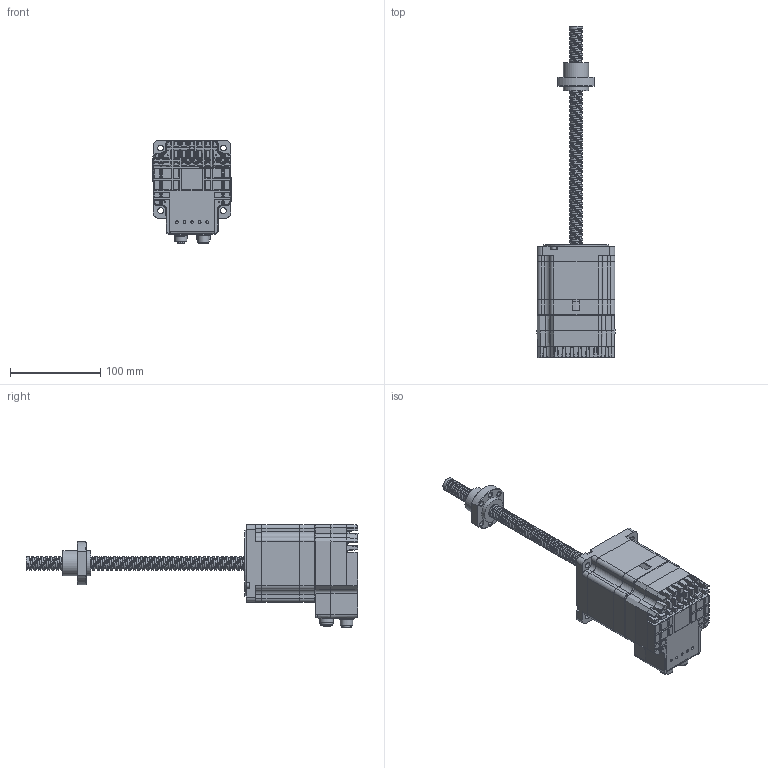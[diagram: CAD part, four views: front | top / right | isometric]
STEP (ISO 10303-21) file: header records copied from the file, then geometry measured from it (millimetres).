
FILE_DESCRIPTION(/* description */ ('Unknown'),/* implementation_level */ '2;1');
FILE_NAME(/* name */ 'MIL341B ny møtrik',/* time_stamp */ '2021-03-12T15:26:21+01:00',/* author */ ('Unknown'),/* organization */ ('Unknown'),/* preprocessor_version */ 'ST-DEVELOPER v16.7',/* originating_system */ 'Solid Edge',/* authorisation */ 'Unknown');
FILE_SCHEMA (('AUTOMOTIVE_DESIGN {1 0 10303 214 3 1 1}'));
Products named in the file (12): MIL341B ny møtrik; MIShus ethernet; 34E2080BS54-600-001 REV10; 34 stator; lam; 34 front endbell; 34 screw-80; 05-0158_1; 05-0158; 23 ball screw external nut; 34E2080BS54-600-001后; 04-180
Assembly tree (14 placements, depth 4):
  MIL341B ny møtrik
    MIShus ethernet
    34E2080BS54-600-001 REV10
      34 stator
        lam
      34 front endbell
      34 screw-80  x4
      05-0158_1
        05-0158
        23 ball screw external nut
      34E2080BS54-600-001后
      04-180
Bounding box: 86.5 x 367.75 x 114.56 mm (x, y, z)
Volume: 727862.9 mm3; surface area: 172404.3 mm2
Topology: 15 solids, 16 shells, 1456 faces, 3513 edges, 2200 vertices
Faces by surface type: cylinder 644, plane 612, sphere 109, cone 43, bspline 25, torus 23
Full cylindrical faces by diameter (mm): 0.6 x4, 0.7 x17, 1 x21, 3 x5, 3.3 x4, 4 x112, 4.2 x4, 4.3 x8, 4.5 x4, 5.5 x10, 6 x2, 6.004 x1, 6.5 x4, 7.2 x4, 8.2 x1, 10.6 x1, 11.5 x3, 12 x1, 12.105 x1, 13.3 x2, 13.6 x1, 15 x1, 15.1 x2, 16 x1, 18 x4, 19 x7, 22 x1, 27 x1, 27.992 x1, 28 x2
Entity records: 53059 total; most frequent: CARTESIAN_POINT 16105, DIRECTION 6548, ORIENTED_EDGE 5728, EDGE_CURVE 2864, AXIS2_PLACEMENT_3D 2469, VERTEX_POINT 1854, FACE_BOUND 1624, EDGE_LOOP 1623
